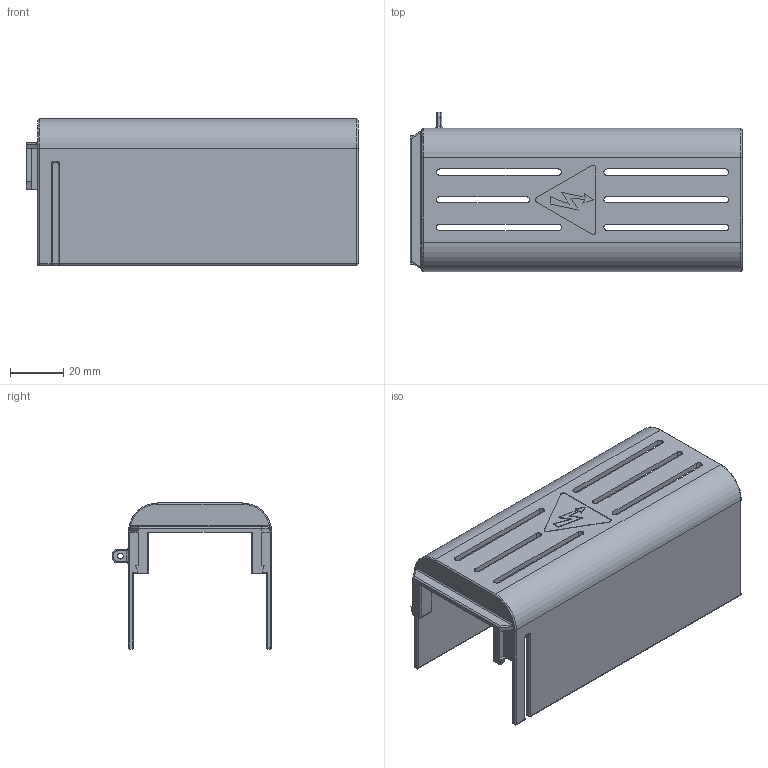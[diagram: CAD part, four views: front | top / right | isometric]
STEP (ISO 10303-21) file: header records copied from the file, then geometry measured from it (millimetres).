
FILE_DESCRIPTION(/* description */ (''),/* implementation_level */ '2;1');
FILE_NAME(/* name */ '3d_GEFX802.stp',/* time_stamp */ '2024-10-04T16:12:55+02:00',/* author */ (''),/* organization */ (''),/* preprocessor_version */ 'ST-DEVELOPER v16.7',/* originating_system */ 'SIEMENS PLM Software NX 12.0',/* authorisation */ '');
FILE_SCHEMA (('AUTOMOTIVE_DESIGN { 1 0 10303 214 3 1 1 1 }'));
Length unit declared in the file: millimetre
Products named in the file (1): RuggC16432B6tkyx
Bounding box: 125 x 60 x 55 mm (x, y, z)
Surface area: 39532.7 mm2 (no closed solid volume)
Topology: 0 solids, 1 shells, 238 faces, 580 edges, 342 vertices
Faces by surface type: cylinder 96, plane 78, torus 33, bspline 19, sphere 12
Full cylindrical faces by diameter (mm): 2.2 x1
Entity records: 7403 total; most frequent: CARTESIAN_POINT 1844, DIRECTION 1165, ORIENTED_EDGE 1140, EDGE_CURVE 577, AXIS2_PLACEMENT_3D 431, VERTEX_POINT 342, LINE 303, VECTOR 303
